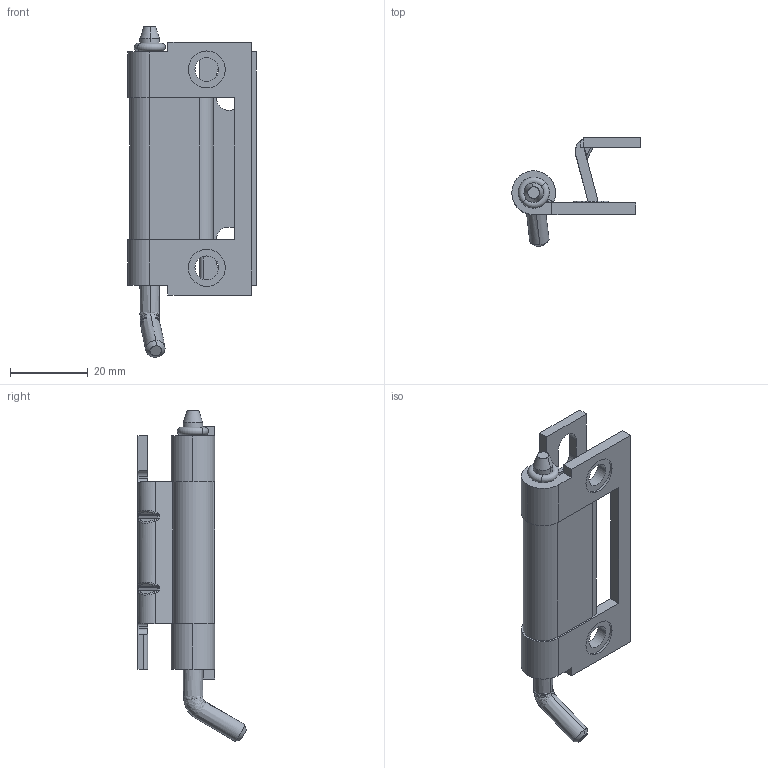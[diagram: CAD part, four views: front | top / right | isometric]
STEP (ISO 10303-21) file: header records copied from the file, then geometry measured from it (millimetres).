
FILE_DESCRIPTION (( 'STEP AP214' ), '1' );
FILE_NAME ('395.6.3.1.STEP', '2017-07-18T10:22:57', ( '' ), ( '' ), 'SwSTEP 2.0', 'SolidWorks 2017', '' );
FILE_SCHEMA (( 'AUTOMOTIVE_DESIGN' ));
Length unit declared in the file: millimetre
Products named in the file (6): _98; _64; 33005021; 33205012; 33105003; 395.6.3.1
Assembly tree (5 placements, depth 2):
  395.6.3.1
    33105003
    33205012
    33005021
    _64
    _98
Bounding box: 33 x 27.79 x 85 mm (x, y, z)
Volume: 12161 mm3; surface area: 11246.8 mm2
Topology: 5 solids, 5 shells, 162 faces, 412 edges, 266 vertices
Faces by surface type: cylinder 66, plane 62, bspline 24, torus 10
Entity records: 9436 total; most frequent: CARTESIAN_POINT 3629, ORIENTED_EDGE 824, DIRECTION 766, EDGE_CURVE 412, AXIS2_PLACEMENT_3D 287, VERTEX_POINT 266, LINE 192, VECTOR 192
